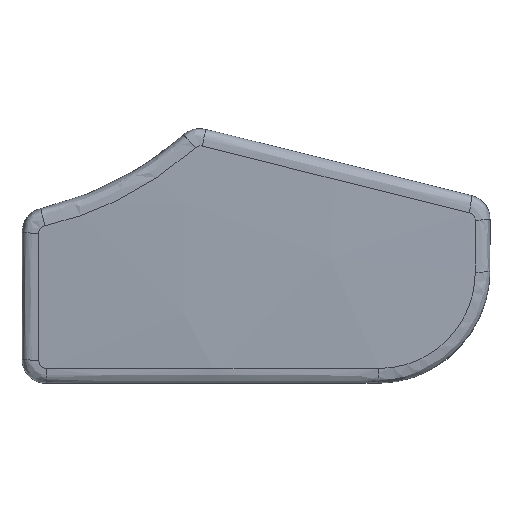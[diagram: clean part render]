
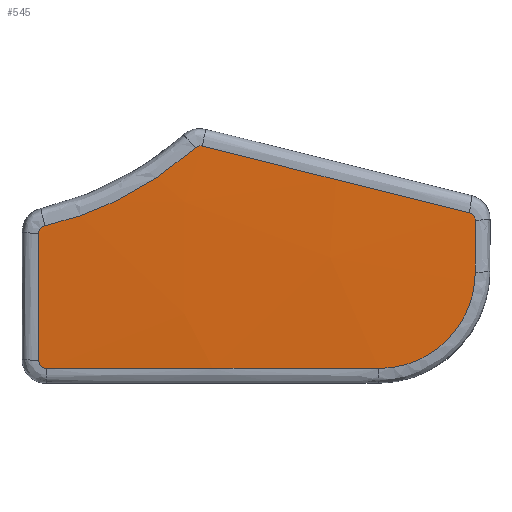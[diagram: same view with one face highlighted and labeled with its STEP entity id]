
A CAD part, top view. The second image highlights one B-rep face of the part: STEP entity #545.
In plain terms, the highlighted spherical face has radius 425 mm.
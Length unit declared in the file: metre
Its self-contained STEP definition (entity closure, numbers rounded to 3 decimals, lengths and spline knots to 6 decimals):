
#31=SPHERICAL_SURFACE('',#609,0.425);
#55=B_SPLINE_CURVE_WITH_KNOTS('',3,(#872,#873,#874,#875),.UNSPECIFIED.,
 .F.,.F.,(4,4),(0.,1.),.UNSPECIFIED.);
#56=B_SPLINE_CURVE_WITH_KNOTS('',3,(#878,#879,#880,#881),.UNSPECIFIED.,
 .F.,.F.,(4,4),(0.,1.),.UNSPECIFIED.);
#57=B_SPLINE_CURVE_WITH_KNOTS('',3,(#883,#884,#885,#886),.UNSPECIFIED.,
 .F.,.F.,(4,4),(0.,1.),.UNSPECIFIED.);
#58=B_SPLINE_CURVE_WITH_KNOTS('',3,(#888,#889,#890,#891,#892,#893),
 .UNSPECIFIED.,.F.,.F.,(4,1,1,4),(0.,0.25,0.5,1.),.UNSPECIFIED.);
#59=B_SPLINE_CURVE_WITH_KNOTS('',3,(#895,#896,#897,#898),.UNSPECIFIED.,
 .F.,.F.,(4,4),(0.,1.),.UNSPECIFIED.);
#60=B_SPLINE_CURVE_WITH_KNOTS('',3,(#900,#901,#902,#903),.UNSPECIFIED.,
 .F.,.F.,(4,4),(0.,1.),.UNSPECIFIED.);
#61=B_SPLINE_CURVE_WITH_KNOTS('',3,(#905,#906,#907,#908),.UNSPECIFIED.,
 .F.,.F.,(4,4),(0.,1.),.UNSPECIFIED.);
#62=B_SPLINE_CURVE_WITH_KNOTS('',3,(#910,#911,#912,#913),.UNSPECIFIED.,
 .F.,.F.,(4,4),(0.,1.),.UNSPECIFIED.);
#63=B_SPLINE_CURVE_WITH_KNOTS('',3,(#915,#916,#917,#918,#919,#920,#921),
 .UNSPECIFIED.,.F.,.F.,(4,1,1,1,4),(0.,0.25,0.5,0.75,1.),.UNSPECIFIED.);
#64=B_SPLINE_CURVE_WITH_KNOTS('',3,(#923,#924,#925,#926),.UNSPECIFIED.,
 .F.,.F.,(4,4),(0.,1.),.UNSPECIFIED.);
#147=ORIENTED_EDGE('',*,*,#299,.T.);
#148=ORIENTED_EDGE('',*,*,#300,.T.);
#149=ORIENTED_EDGE('',*,*,#301,.T.);
#150=ORIENTED_EDGE('',*,*,#302,.T.);
#151=ORIENTED_EDGE('',*,*,#303,.T.);
#152=ORIENTED_EDGE('',*,*,#304,.T.);
#153=ORIENTED_EDGE('',*,*,#305,.T.);
#154=ORIENTED_EDGE('',*,*,#306,.T.);
#155=ORIENTED_EDGE('',*,*,#307,.T.);
#156=ORIENTED_EDGE('',*,*,#308,.T.);
#299=EDGE_CURVE('',#371,#372,#55,.T.);
#300=EDGE_CURVE('',#372,#373,#56,.T.);
#301=EDGE_CURVE('',#373,#374,#57,.T.);
#302=EDGE_CURVE('',#374,#375,#58,.T.);
#303=EDGE_CURVE('',#375,#376,#59,.T.);
#304=EDGE_CURVE('',#376,#377,#60,.T.);
#305=EDGE_CURVE('',#377,#378,#61,.T.);
#306=EDGE_CURVE('',#378,#379,#62,.T.);
#307=EDGE_CURVE('',#379,#380,#63,.T.);
#308=EDGE_CURVE('',#380,#371,#64,.T.);
#371=VERTEX_POINT('',#876);
#372=VERTEX_POINT('',#877);
#373=VERTEX_POINT('',#882);
#374=VERTEX_POINT('',#887);
#375=VERTEX_POINT('',#894);
#376=VERTEX_POINT('',#899);
#377=VERTEX_POINT('',#904);
#378=VERTEX_POINT('',#909);
#379=VERTEX_POINT('',#914);
#380=VERTEX_POINT('',#922);
#450=EDGE_LOOP('',(#147,#148,#149,#150,#151,#152,#153,#154,#155,#156));
#495=FACE_BOUND('',#450,.T.);
#545=ADVANCED_FACE('',(#495),#31,.T.);
#609=AXIS2_PLACEMENT_3D('',#871,#693,#694);
#693=DIRECTION('',(1.,0.,0.));
#694=DIRECTION('',(0.,0.,1.));
#871=CARTESIAN_POINT('',(0.038795,-0.00334,-0.390061));
#872=CARTESIAN_POINT('',(0.083959,-0.032767,0.031507));
#873=CARTESIAN_POINT('',(0.083959,-0.032445,0.031529));
#874=CARTESIAN_POINT('',(0.08374,-0.032164,0.031572));
#875=CARTESIAN_POINT('',(0.083427,-0.032086,0.03161));
#876=CARTESIAN_POINT('',(0.083959,-0.032767,0.031507));
#877=CARTESIAN_POINT('',(0.083427,-0.032086,0.03161));
#878=CARTESIAN_POINT('',(0.083427,-0.032086,0.03161));
#879=CARTESIAN_POINT('',(0.075879,-0.030204,0.032538));
#880=CARTESIAN_POINT('',(0.067814,-0.028193,0.033311));
#881=CARTESIAN_POINT('',(0.059239,-0.026055,0.033839));
#882=CARTESIAN_POINT('',(0.059239,-0.026055,0.033839));
#883=CARTESIAN_POINT('',(0.059239,-0.026055,0.033839));
#884=CARTESIAN_POINT('',(0.059016,-0.025999,0.033853));
#885=CARTESIAN_POINT('',(0.058772,-0.02606,0.033861));
#886=CARTESIAN_POINT('',(0.0586,-0.026214,0.033861));
#887=CARTESIAN_POINT('',(0.0586,-0.026214,0.033861));
#888=CARTESIAN_POINT('',(0.0586,-0.026214,0.033861));
#889=CARTESIAN_POINT('',(0.05763,-0.027083,0.033859));
#890=CARTESIAN_POINT('',(0.0556,-0.028685,0.033856));
#891=CARTESIAN_POINT('',(0.051113,-0.031374,0.033849));
#892=CARTESIAN_POINT('',(0.047495,-0.032699,0.033843));
#893=CARTESIAN_POINT('',(0.044965,-0.03328,0.033838));
#894=CARTESIAN_POINT('',(0.044965,-0.03328,0.033838));
#895=CARTESIAN_POINT('',(0.044965,-0.03328,0.033838));
#896=CARTESIAN_POINT('',(0.044646,-0.033353,0.033838));
#897=CARTESIAN_POINT('',(0.04442,-0.033637,0.033821));
#898=CARTESIAN_POINT('',(0.04442,-0.033964,0.033797));
#899=CARTESIAN_POINT('',(0.04442,-0.033964,0.033797));
#900=CARTESIAN_POINT('',(0.04442,-0.033964,0.033797));
#901=CARTESIAN_POINT('',(0.04442,-0.03781,0.033519));
#902=CARTESIAN_POINT('',(0.04442,-0.041652,0.033189));
#903=CARTESIAN_POINT('',(0.04442,-0.045489,0.032807));
#904=CARTESIAN_POINT('',(0.04442,-0.045489,0.032807));
#905=CARTESIAN_POINT('',(0.04442,-0.045489,0.032807));
#906=CARTESIAN_POINT('',(0.04442,-0.045876,0.032768));
#907=CARTESIAN_POINT('',(0.044734,-0.046191,0.032732));
#908=CARTESIAN_POINT('',(0.045122,-0.046191,0.032726));
#909=CARTESIAN_POINT('',(0.045122,-0.046191,0.032726));
#910=CARTESIAN_POINT('',(0.045122,-0.046191,0.032726));
#911=CARTESIAN_POINT('',(0.055202,-0.046191,0.032575));
#912=CARTESIAN_POINT('',(0.065245,-0.046191,0.032064));
#913=CARTESIAN_POINT('',(0.075229,-0.046191,0.031201));
#914=CARTESIAN_POINT('',(0.075229,-0.046191,0.031201));
#915=CARTESIAN_POINT('',(0.075229,-0.046191,0.031201));
#916=CARTESIAN_POINT('',(0.076386,-0.046191,0.031101));
#917=CARTESIAN_POINT('',(0.078656,-0.045734,0.030941));
#918=CARTESIAN_POINT('',(0.081565,-0.043795,0.030847));
#919=CARTESIAN_POINT('',(0.083506,-0.04088,0.030915));
#920=CARTESIAN_POINT('',(0.083959,-0.038614,0.031059));
#921=CARTESIAN_POINT('',(0.083959,-0.03746,0.031153));
#922=CARTESIAN_POINT('',(0.083959,-0.03746,0.031153));
#923=CARTESIAN_POINT('',(0.083959,-0.03746,0.031153));
#924=CARTESIAN_POINT('',(0.083959,-0.035897,0.03128));
#925=CARTESIAN_POINT('',(0.083959,-0.034332,0.031398));
#926=CARTESIAN_POINT('',(0.083959,-0.032767,0.031507));
